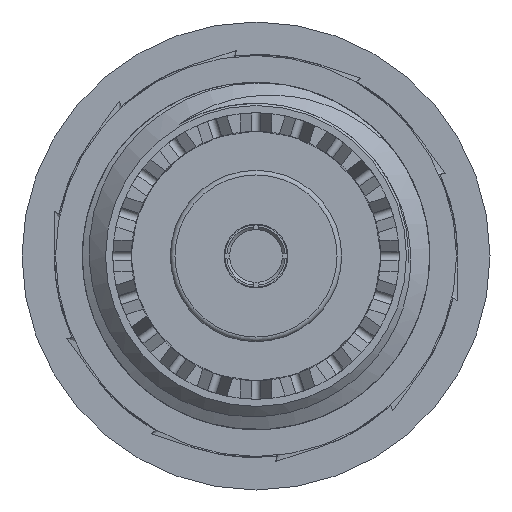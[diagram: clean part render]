
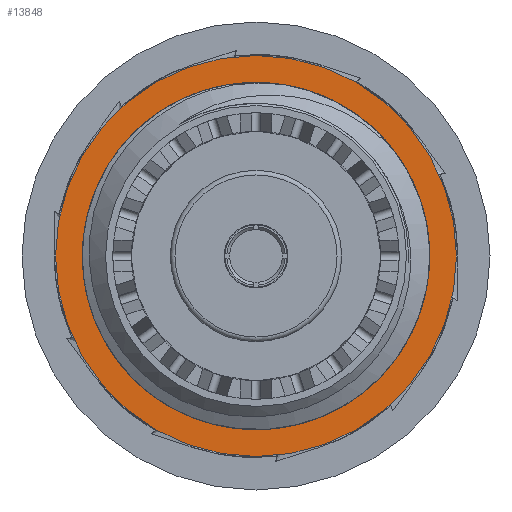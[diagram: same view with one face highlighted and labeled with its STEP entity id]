
A CAD part, left-side view. The second image highlights one B-rep face of the part: STEP entity #13848.
In plain terms, the highlighted planar face has unit normal (-1, 0, 0).
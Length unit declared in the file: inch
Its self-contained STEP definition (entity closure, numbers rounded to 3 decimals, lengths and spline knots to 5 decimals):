
#850 = AXIS2_PLACEMENT_3D ( 'NONE', #7166, #4957, #9443 ) ;
#1781 = PLANE ( 'NONE',  #4114 ) ;
#1964 = CIRCLE ( 'NONE', #6420, 0.15455 ) ;
#2337 = EDGE_CURVE ( 'NONE', #14411, #14411, #1964, .T. ) ;
#3656 = CARTESIAN_POINT ( 'NONE',  ( 0.375, 0., -0.21654 ) ) ;
#3859 = ORIENTED_EDGE ( 'NONE', *, *, #2337, .T. ) ;
#4114 = AXIS2_PLACEMENT_3D ( 'NONE', #5300, #11049, #10759 ) ;
#4147 = DIRECTION ( 'NONE',  ( 1., 0., 0. ) ) ;
#4957 = DIRECTION ( 'NONE',  ( 1., 0., 0. ) ) ;
#5300 = CARTESIAN_POINT ( 'NONE',  ( 0.375, 0., 0. ) ) ;
#5675 = EDGE_LOOP ( 'NONE', ( #10758 ) ) ;
#6420 = AXIS2_PLACEMENT_3D ( 'NONE', #9727, #4147, #8634 ) ;
#7166 = CARTESIAN_POINT ( 'NONE',  ( 0.375, 0., 0. ) ) ;
#7589 = FACE_OUTER_BOUND ( 'NONE', #5675, .T. ) ;
#8634 = DIRECTION ( 'NONE',  ( 0., 0., 1. ) ) ;
#8694 = FACE_BOUND ( 'NONE', #11551, .T. ) ;
#9100 = VERTEX_POINT ( 'NONE', #3656 ) ;
#9443 = DIRECTION ( 'NONE',  ( 0., 0., -1. ) ) ;
#9727 = CARTESIAN_POINT ( 'NONE',  ( 0.375, 0., 0. ) ) ;
#10758 = ORIENTED_EDGE ( 'NONE', *, *, #12313, .F. ) ;
#10759 = DIRECTION ( 'NONE',  ( 0., 0., 1. ) ) ;
#11049 = DIRECTION ( 'NONE',  ( -1., 0., 0. ) ) ;
#11164 = CARTESIAN_POINT ( 'NONE',  ( 0.375, 0., 0.15455 ) ) ;
#11202 = CIRCLE ( 'NONE', #850, 0.21654 ) ;
#11551 = EDGE_LOOP ( 'NONE', ( #3859 ) ) ;
#12313 = EDGE_CURVE ( 'NONE', #9100, #9100, #11202, .T. ) ;
#13848 = ADVANCED_FACE ( 'NONE', ( #8694, #7589 ), #1781, .T. ) ;
#14411 = VERTEX_POINT ( 'NONE', #11164 ) ;
